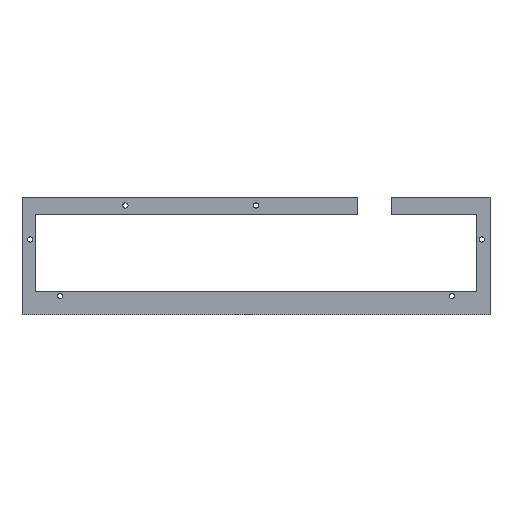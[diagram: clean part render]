
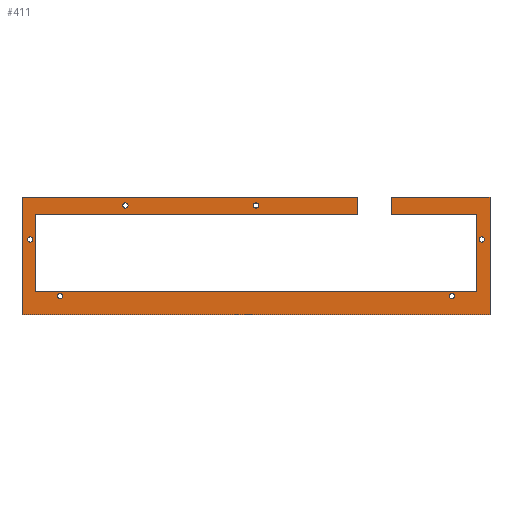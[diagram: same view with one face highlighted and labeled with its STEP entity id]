
A CAD part, top view. The second image highlights one B-rep face of the part: STEP entity #411.
In plain terms, the highlighted planar face has unit normal (0, 0, 1).
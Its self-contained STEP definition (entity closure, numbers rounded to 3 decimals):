
#15=FACE_BOUND('',#80,.T.);
#16=FACE_BOUND('',#81,.T.);
#17=FACE_BOUND('',#82,.T.);
#18=FACE_BOUND('',#83,.T.);
#19=FACE_BOUND('',#84,.T.);
#20=FACE_BOUND('',#85,.T.);
#39=PLANE('',#457);
#59=FACE_OUTER_BOUND('',#79,.T.);
#79=EDGE_LOOP('',(#351,#352,#353,#354,#355,#356,#357,#358,#359,#360,#361,
#362));
#80=EDGE_LOOP('',(#363));
#81=EDGE_LOOP('',(#364));
#82=EDGE_LOOP('',(#365));
#83=EDGE_LOOP('',(#366));
#84=EDGE_LOOP('',(#367));
#85=EDGE_LOOP('',(#368));
#101=LINE('',#611,#143);
#104=LINE('',#617,#146);
#107=LINE('',#623,#149);
#110=LINE('',#629,#152);
#113=LINE('',#635,#155);
#116=LINE('',#641,#158);
#119=LINE('',#647,#161);
#122=LINE('',#653,#164);
#125=LINE('',#659,#167);
#128=LINE('',#665,#170);
#131=LINE('',#671,#173);
#134=LINE('',#675,#176);
#143=VECTOR('',#507,10.);
#146=VECTOR('',#512,10.);
#149=VECTOR('',#517,10.);
#152=VECTOR('',#522,10.);
#155=VECTOR('',#527,10.);
#158=VECTOR('',#532,10.);
#161=VECTOR('',#537,10.);
#164=VECTOR('',#542,10.);
#167=VECTOR('',#547,10.);
#170=VECTOR('',#552,10.);
#173=VECTOR('',#557,10.);
#176=VECTOR('',#562,10.);
#177=CIRCLE('',#428,1.6);
#179=CIRCLE('',#431,1.6);
#181=CIRCLE('',#434,1.6);
#183=CIRCLE('',#437,1.6);
#185=CIRCLE('',#440,1.6);
#187=CIRCLE('',#443,1.6);
#189=VERTEX_POINT('',#569);
#191=VERTEX_POINT('',#575);
#193=VERTEX_POINT('',#581);
#195=VERTEX_POINT('',#587);
#197=VERTEX_POINT('',#593);
#199=VERTEX_POINT('',#599);
#203=VERTEX_POINT('',#608);
#204=VERTEX_POINT('',#610);
#206=VERTEX_POINT('',#616);
#208=VERTEX_POINT('',#622);
#210=VERTEX_POINT('',#628);
#212=VERTEX_POINT('',#634);
#214=VERTEX_POINT('',#640);
#216=VERTEX_POINT('',#646);
#218=VERTEX_POINT('',#652);
#220=VERTEX_POINT('',#658);
#222=VERTEX_POINT('',#664);
#224=VERTEX_POINT('',#670);
#225=EDGE_CURVE('',#189,#189,#177,.T.);
#228=EDGE_CURVE('',#191,#191,#179,.T.);
#231=EDGE_CURVE('',#193,#193,#181,.T.);
#234=EDGE_CURVE('',#195,#195,#183,.T.);
#237=EDGE_CURVE('',#197,#197,#185,.T.);
#240=EDGE_CURVE('',#199,#199,#187,.T.);
#245=EDGE_CURVE('',#204,#203,#101,.T.);
#248=EDGE_CURVE('',#206,#204,#104,.T.);
#251=EDGE_CURVE('',#208,#206,#107,.T.);
#254=EDGE_CURVE('',#210,#208,#110,.T.);
#257=EDGE_CURVE('',#212,#210,#113,.T.);
#260=EDGE_CURVE('',#214,#212,#116,.T.);
#263=EDGE_CURVE('',#216,#214,#119,.T.);
#266=EDGE_CURVE('',#218,#216,#122,.T.);
#269=EDGE_CURVE('',#220,#218,#125,.T.);
#272=EDGE_CURVE('',#222,#220,#128,.T.);
#275=EDGE_CURVE('',#224,#222,#131,.T.);
#278=EDGE_CURVE('',#203,#224,#134,.T.);
#351=ORIENTED_EDGE('',*,*,#278,.T.);
#352=ORIENTED_EDGE('',*,*,#275,.T.);
#353=ORIENTED_EDGE('',*,*,#272,.T.);
#354=ORIENTED_EDGE('',*,*,#269,.T.);
#355=ORIENTED_EDGE('',*,*,#266,.T.);
#356=ORIENTED_EDGE('',*,*,#263,.T.);
#357=ORIENTED_EDGE('',*,*,#260,.T.);
#358=ORIENTED_EDGE('',*,*,#257,.T.);
#359=ORIENTED_EDGE('',*,*,#254,.T.);
#360=ORIENTED_EDGE('',*,*,#251,.T.);
#361=ORIENTED_EDGE('',*,*,#248,.T.);
#362=ORIENTED_EDGE('',*,*,#245,.T.);
#363=ORIENTED_EDGE('',*,*,#240,.T.);
#364=ORIENTED_EDGE('',*,*,#237,.T.);
#365=ORIENTED_EDGE('',*,*,#234,.T.);
#366=ORIENTED_EDGE('',*,*,#231,.T.);
#367=ORIENTED_EDGE('',*,*,#228,.T.);
#368=ORIENTED_EDGE('',*,*,#225,.T.);
#411=ADVANCED_FACE('',(#59,#15,#16,#17,#18,#19,#20),#39,.T.);
#428=AXIS2_PLACEMENT_3D('',#570,#463,#464);
#431=AXIS2_PLACEMENT_3D('',#576,#470,#471);
#434=AXIS2_PLACEMENT_3D('',#582,#477,#478);
#437=AXIS2_PLACEMENT_3D('',#588,#484,#485);
#440=AXIS2_PLACEMENT_3D('',#594,#491,#492);
#443=AXIS2_PLACEMENT_3D('',#600,#498,#499);
#457=AXIS2_PLACEMENT_3D('',#676,#563,#564);
#463=DIRECTION('center_axis',(0.,0.,-1.));
#464=DIRECTION('ref_axis',(1.,0.,0.));
#470=DIRECTION('center_axis',(0.,0.,-1.));
#471=DIRECTION('ref_axis',(1.,0.,0.));
#477=DIRECTION('center_axis',(0.,0.,-1.));
#478=DIRECTION('ref_axis',(1.,0.,0.));
#484=DIRECTION('center_axis',(0.,0.,-1.));
#485=DIRECTION('ref_axis',(1.,0.,0.));
#491=DIRECTION('center_axis',(0.,0.,-1.));
#492=DIRECTION('ref_axis',(1.,0.,0.));
#498=DIRECTION('center_axis',(0.,0.,-1.));
#499=DIRECTION('ref_axis',(1.,0.,0.));
#507=DIRECTION('',(0.,-1.,0.));
#512=DIRECTION('',(-1.,0.,0.));
#517=DIRECTION('',(0.,1.,0.));
#522=DIRECTION('',(1.,0.,0.));
#527=DIRECTION('',(0.,-1.,0.));
#532=DIRECTION('',(-1.,0.,0.));
#537=DIRECTION('',(0.,1.,0.));
#542=DIRECTION('',(1.,0.,0.));
#547=DIRECTION('',(0.,1.,0.));
#552=DIRECTION('',(-1.,0.,0.));
#557=DIRECTION('',(0.,-1.,0.));
#562=DIRECTION('',(1.,0.,0.));
#563=DIRECTION('center_axis',(0.,0.,1.));
#564=DIRECTION('ref_axis',(1.,0.,0.));
#569=CARTESIAN_POINT('',(152.485,110.911,2.7));
#570=CARTESIAN_POINT('Origin',(154.085,110.911,2.7));
#575=CARTESIAN_POINT('',(112.485,55.411,2.7));
#576=CARTESIAN_POINT('Origin',(114.085,55.411,2.7));
#581=CARTESIAN_POINT('',(94.103,90.029,2.7));
#582=CARTESIAN_POINT('Origin',(95.703,90.029,2.7));
#587=CARTESIAN_POINT('',(352.485,55.411,2.7));
#588=CARTESIAN_POINT('Origin',(354.085,55.411,2.7));
#593=CARTESIAN_POINT('',(232.485,110.911,2.7));
#594=CARTESIAN_POINT('Origin',(234.085,110.911,2.7));
#599=CARTESIAN_POINT('',(370.866,90.029,2.7));
#600=CARTESIAN_POINT('Origin',(372.466,90.029,2.7));
#608=CARTESIAN_POINT('',(317.32,105.411,2.7));
#610=CARTESIAN_POINT('',(317.32,115.911,2.7));
#611=CARTESIAN_POINT('',(317.32,105.411,2.7));
#616=CARTESIAN_POINT('',(377.466,115.911,2.7));
#617=CARTESIAN_POINT('',(317.32,115.911,2.7));
#622=CARTESIAN_POINT('',(377.466,43.98,2.7));
#623=CARTESIAN_POINT('',(377.466,115.911,2.7));
#628=CARTESIAN_POINT('',(90.703,43.98,2.7));
#629=CARTESIAN_POINT('',(90.703,43.98,2.7));
#634=CARTESIAN_POINT('',(90.703,115.911,2.7));
#635=CARTESIAN_POINT('',(90.703,115.911,2.7));
#640=CARTESIAN_POINT('',(296.32,115.911,2.7));
#641=CARTESIAN_POINT('',(90.703,115.911,2.7));
#646=CARTESIAN_POINT('',(296.32,105.411,2.7));
#647=CARTESIAN_POINT('',(296.32,105.411,2.7));
#652=CARTESIAN_POINT('',(98.703,105.411,2.7));
#653=CARTESIAN_POINT('',(98.703,105.411,2.7));
#658=CARTESIAN_POINT('',(98.703,58.411,2.7));
#659=CARTESIAN_POINT('',(98.703,58.411,2.7));
#664=CARTESIAN_POINT('',(369.466,58.411,2.7));
#665=CARTESIAN_POINT('',(98.703,58.411,2.7));
#670=CARTESIAN_POINT('',(369.466,105.411,2.7));
#671=CARTESIAN_POINT('',(369.466,58.411,2.7));
#675=CARTESIAN_POINT('',(317.32,105.411,2.7));
#676=CARTESIAN_POINT('Origin',(234.424,230.844,2.7));
